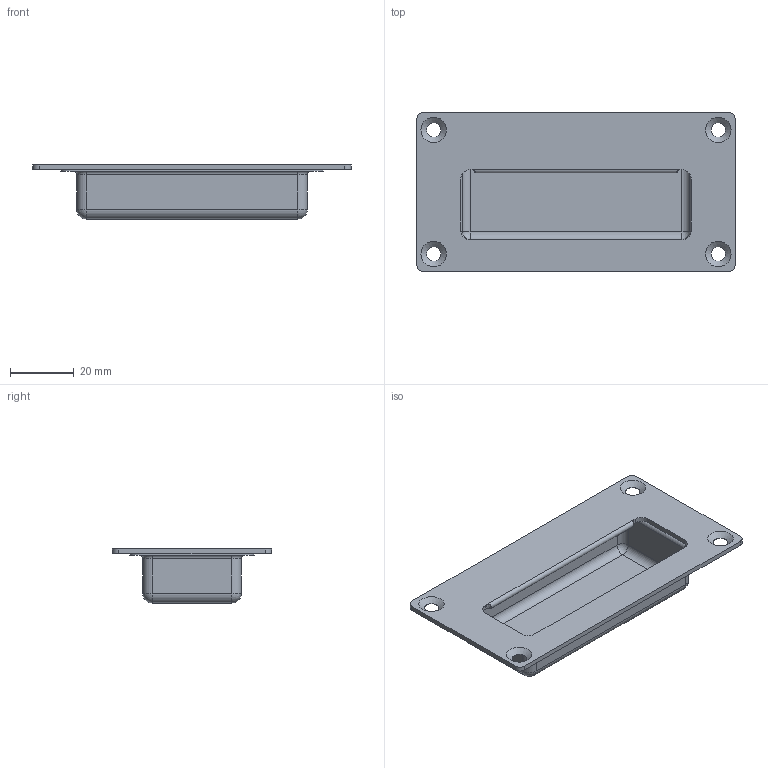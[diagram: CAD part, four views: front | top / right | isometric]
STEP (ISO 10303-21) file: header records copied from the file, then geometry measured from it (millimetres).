
FILE_DESCRIPTION(/* description */ (''),/* implementation_level */ '2;1');
FILE_NAME(/* name */ 'A-MS6-P.stp',/* time_stamp */ '2026-03-11T16:30:25+09:00',/* author */ ('user'),/* organization */ (''),/* preprocessor_version */ 'ST-DEVELOPER v15.6',/* originating_system */ 'Autodesk Inventor 2015',/* authorisation */ '');
FILE_SCHEMA (('AUTOMOTIVE_DESIGN { 1 0 10303 214 3 1 1 }'));
Length unit declared in the file: millimetre
Products named in the file (1): A-MS6-P
Bounding box: 100 x 50 x 17 mm (x, y, z)
Volume: 7992.8 mm3; surface area: 19449.1 mm2
Topology: 2 solids, 2 shells, 94 faces, 222 edges, 134 vertices
Faces by surface type: cylinder 41, plane 31, torus 8, sphere 8, cone 4, bspline 2
Full cylindrical faces by diameter (mm): 4.5 x4
Entity records: 2849 total; most frequent: CARTESIAN_POINT 649, DIRECTION 486, ORIENTED_EDGE 420, EDGE_CURVE 210, AXIS2_PLACEMENT_3D 189, VERTEX_POINT 130, EDGE_LOOP 114, LINE 108
